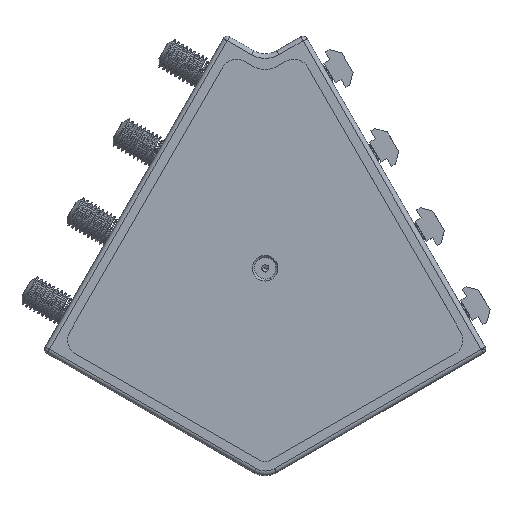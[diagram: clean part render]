
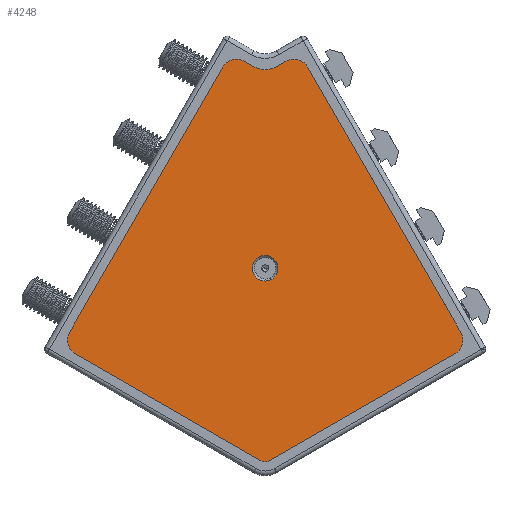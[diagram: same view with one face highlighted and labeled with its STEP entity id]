
A CAD part, top view. The second image highlights one B-rep face of the part: STEP entity #4248.
In plain terms, the highlighted planar face has unit normal (0, 0, 1).
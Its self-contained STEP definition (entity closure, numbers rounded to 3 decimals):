
#456 = CARTESIAN_POINT ( 'NONE',  ( -35.874, 82.139, 36.277 ) ) ;
#457 = CARTESIAN_POINT ( 'NONE',  ( 56.247, -46.033, 36.277 ) ) ;
#458 = CARTESIAN_POINT ( 'NONE',  ( -24.813, -92.833, 36.277 ) ) ;
#460 = CARTESIAN_POINT ( 'NONE',  ( -28.813, -92.833, 36.277 ) ) ;
#462 = CARTESIAN_POINT ( 'NONE',  ( -8.191, 79.577, 36.277 ) ) ;
#463 = CARTESIAN_POINT ( 'NONE',  ( 58.809, -36.47, 36.277 ) ) ;
#478 = CARTESIAN_POINT ( 'NONE',  ( -45.436, 79.577, 36.277 ) ) ;
#481 = CARTESIAN_POINT ( 'NONE',  ( -112.436, -36.47, 36.277 ) ) ;
#3338 = FACE_OUTER_BOUND ( 'NONE', #19424, .T. ) ;
#3345 = FACE_BOUND ( 'NONE', #19451, .T. ) ;
#4248 = ADVANCED_FACE ( 'NONE', ( #3345, #3338 ), #4717, .T. ) ;
#4711 = CARTESIAN_POINT ( 'NONE',  ( -26.813, 30.232, 36.277 ) ) ;
#4717 = PLANE ( 'NONE',  #33000 ) ;
#4719 = DIRECTION ( 'NONE',  ( 0., 0., 1. ) ) ;
#4720 = DIRECTION ( 'NONE',  ( -0.5, 0.866, 0. ) ) ;
#6346 = AXIS2_PLACEMENT_3D ( 'NONE', #28204, #28205, #28206 ) ;
#6348 = AXIS2_PLACEMENT_3D ( 'NONE', #28211, #28212, #28213 ) ;
#6350 = AXIS2_PLACEMENT_3D ( 'NONE', #28216, #28217, #28218 ) ;
#6352 = AXIS2_PLACEMENT_3D ( 'NONE', #28219, #28220, #28221 ) ;
#6353 = AXIS2_PLACEMENT_3D ( 'NONE', #28224, #28225, #28226 ) ;
#6357 = AXIS2_PLACEMENT_3D ( 'NONE', #28245, #28246, #28247 ) ;
#6359 = AXIS2_PLACEMENT_3D ( 'NONE', #28250, #28251, #28252 ) ;
#8188 = EDGE_CURVE ( 'NONE', #33750, #8936, #14276, .T. ) ;
#8189 = EDGE_CURVE ( 'NONE', #33747, #33750, #14273, .T. ) ;
#8928 = VERTEX_POINT ( 'NONE', #24177 ) ;
#8936 = VERTEX_POINT ( 'NONE', #24185 ) ;
#8938 = VERTEX_POINT ( 'NONE', #24187 ) ;
#8939 = VERTEX_POINT ( 'NONE', #24188 ) ;
#8940 = VERTEX_POINT ( 'NONE', #24189 ) ;
#8945 = VERTEX_POINT ( 'NONE', #24194 ) ;
#13525 = ORIENTED_EDGE ( 'NONE', *, *, #17231, .F. ) ;
#13526 = ORIENTED_EDGE ( 'NONE', *, *, #17242, .F. ) ;
#13527 = ORIENTED_EDGE ( 'NONE', *, *, #17230, .T. ) ;
#13528 = ORIENTED_EDGE ( 'NONE', *, *, #17229, .T. ) ;
#13529 = ORIENTED_EDGE ( 'NONE', *, *, #17228, .T. ) ;
#13530 = ORIENTED_EDGE ( 'NONE', *, *, #17227, .T. ) ;
#13531 = ORIENTED_EDGE ( 'NONE', *, *, #17234, .T. ) ;
#13532 = ORIENTED_EDGE ( 'NONE', *, *, #17226, .T. ) ;
#13533 = ORIENTED_EDGE ( 'NONE', *, *, #17225, .T. ) ;
#13534 = ORIENTED_EDGE ( 'NONE', *, *, #17240, .T. ) ;
#13535 = ORIENTED_EDGE ( 'NONE', *, *, #17224, .T. ) ;
#13536 = ORIENTED_EDGE ( 'NONE', *, *, #17223, .T. ) ;
#13537 = ORIENTED_EDGE ( 'NONE', *, *, #8189, .T. ) ;
#13538 = ORIENTED_EDGE ( 'NONE', *, *, #8188, .T. ) ;
#14273 = LINE ( 'NONE', #23822, #14280 ) ;
#14276 = CIRCLE ( 'NONE', #34257, 7. ) ;
#14280 = VECTOR ( 'NONE', #23808, 1000. ) ;
#17223 = EDGE_CURVE ( 'NONE', #33725, #33747, #26759, .T. ) ;
#17224 = EDGE_CURVE ( 'NONE', #8938, #33725, #26760, .T. ) ;
#17225 = EDGE_CURVE ( 'NONE', #8945, #8928, #26761, .T. ) ;
#17226 = EDGE_CURVE ( 'NONE', #33731, #8945, #26763, .T. ) ;
#17227 = EDGE_CURVE ( 'NONE', #33726, #33732, #26765, .T. ) ;
#17228 = EDGE_CURVE ( 'NONE', #33727, #33726, #26766, .T. ) ;
#17229 = EDGE_CURVE ( 'NONE', #33729, #33727, #26767, .T. ) ;
#17230 = EDGE_CURVE ( 'NONE', #8936, #33729, #26769, .T. ) ;
#17231 = EDGE_CURVE ( 'NONE', #8940, #8939, #26770, .T. ) ;
#17234 = EDGE_CURVE ( 'NONE', #33732, #33731, #26772, .T. ) ;
#17240 = EDGE_CURVE ( 'NONE', #8928, #8938, #26785, .T. ) ;
#17242 = EDGE_CURVE ( 'NONE', #8939, #8940, #26788, .T. ) ;
#19424 = EDGE_LOOP ( 'NONE', ( #13527, #13528, #13529, #13530, #13531, #13532, #13533, #13534, #13535, #13536, #13537, #13538 ) ) ;
#19451 = EDGE_LOOP ( 'NONE', ( #13525, #13526 ) ) ;
#23808 = DIRECTION ( 'NONE',  ( -0.5, -0.866, 0. ) ) ;
#23822 = CARTESIAN_POINT ( 'NONE',  ( -41.936, 85.639, 36.277 ) ) ;
#23823 = CARTESIAN_POINT ( 'NONE',  ( -106.374, -39.97, 36.277 ) ) ;
#23824 = DIRECTION ( 'NONE',  ( 0., 0., 1. ) ) ;
#23825 = DIRECTION ( 'NONE',  ( -0.5, 0.866, 0. ) ) ;
#24177 = CARTESIAN_POINT ( 'NONE',  ( -21.813, 79.795, 36.277 ) ) ;
#24185 = CARTESIAN_POINT ( 'NONE',  ( -109.874, -46.033, 36.277 ) ) ;
#24187 = CARTESIAN_POINT ( 'NONE',  ( -31.813, 79.795, 36.277 ) ) ;
#24188 = CARTESIAN_POINT ( 'NONE',  ( -24.013, -13.39, 36.277 ) ) ;
#24189 = CARTESIAN_POINT ( 'NONE',  ( -29.613, -3.69, 36.277 ) ) ;
#24194 = CARTESIAN_POINT ( 'NONE',  ( -17.753, 82.139, 36.277 ) ) ;
#26759 = CIRCLE ( 'NONE', #6346, 7. ) ;
#26760 = LINE ( 'NONE', #28199, #26762 ) ;
#26761 = LINE ( 'NONE', #28207, #26764 ) ;
#26762 = VECTOR ( 'NONE', #28200, 1000. ) ;
#26763 = CIRCLE ( 'NONE', #6348, 7. ) ;
#26764 = VECTOR ( 'NONE', #28208, 1000. ) ;
#26765 = CIRCLE ( 'NONE', #6350, 7. ) ;
#26766 = LINE ( 'NONE', #28209, #26768 ) ;
#26767 = CIRCLE ( 'NONE', #6352, 4. ) ;
#26768 = VECTOR ( 'NONE', #28210, 1000. ) ;
#26769 = LINE ( 'NONE', #28214, #26771 ) ;
#26770 = CIRCLE ( 'NONE', #6353, 5.6 ) ;
#26771 = VECTOR ( 'NONE', #28215, 1000. ) ;
#26772 = LINE ( 'NONE', #28227, #26777 ) ;
#26777 = VECTOR ( 'NONE', #28232, 1000. ) ;
#26785 = CIRCLE ( 'NONE', #6357, 10. ) ;
#26788 = CIRCLE ( 'NONE', #6359, 5.6 ) ;
#28199 = CARTESIAN_POINT ( 'NONE',  ( -41.936, 85.639, 36.277 ) ) ;
#28200 = DIRECTION ( 'NONE',  ( -0.866, 0.5, 0. ) ) ;
#28204 = CARTESIAN_POINT ( 'NONE',  ( -39.374, 76.077, 36.277 ) ) ;
#28205 = DIRECTION ( 'NONE',  ( 0., 0., 1. ) ) ;
#28206 = DIRECTION ( 'NONE',  ( -0.5, 0.866, 0. ) ) ;
#28207 = CARTESIAN_POINT ( 'NONE',  ( -11.691, 85.639, 36.277 ) ) ;
#28208 = DIRECTION ( 'NONE',  ( -0.866, -0.5, 0. ) ) ;
#28209 = CARTESIAN_POINT ( 'NONE',  ( 62.309, -42.533, 36.277 ) ) ;
#28210 = DIRECTION ( 'NONE',  ( 0.866, 0.5, 0. ) ) ;
#28211 = CARTESIAN_POINT ( 'NONE',  ( -14.253, 76.077, 36.277 ) ) ;
#28212 = DIRECTION ( 'NONE',  ( 0., 0., 1. ) ) ;
#28213 = DIRECTION ( 'NONE',  ( -0.5, 0.866, 0. ) ) ;
#28214 = CARTESIAN_POINT ( 'NONE',  ( -115.936, -42.533, 36.277 ) ) ;
#28215 = DIRECTION ( 'NONE',  ( 0.866, -0.5, 0. ) ) ;
#28216 = CARTESIAN_POINT ( 'NONE',  ( 52.747, -39.97, 36.277 ) ) ;
#28217 = DIRECTION ( 'NONE',  ( 0., 0., 1. ) ) ;
#28218 = DIRECTION ( 'NONE',  ( -0.5, 0.866, 0. ) ) ;
#28219 = CARTESIAN_POINT ( 'NONE',  ( -26.813, -89.369, 36.277 ) ) ;
#28220 = DIRECTION ( 'NONE',  ( 0., 0., 1. ) ) ;
#28221 = DIRECTION ( 'NONE',  ( -0.5, 0.866, 0. ) ) ;
#28224 = CARTESIAN_POINT ( 'NONE',  ( -26.813, -8.54, 36.277 ) ) ;
#28225 = DIRECTION ( 'NONE',  ( 0., 0., 1. ) ) ;
#28226 = DIRECTION ( 'NONE',  ( -0.5, 0.866, 0. ) ) ;
#28227 = CARTESIAN_POINT ( 'NONE',  ( -11.691, 85.639, 36.277 ) ) ;
#28232 = DIRECTION ( 'NONE',  ( -0.5, 0.866, 0. ) ) ;
#28245 = CARTESIAN_POINT ( 'NONE',  ( -26.813, 88.455, 36.277 ) ) ;
#28246 = DIRECTION ( 'NONE',  ( 0., 0., -1. ) ) ;
#28247 = DIRECTION ( 'NONE',  ( -0.5, 0.866, 0. ) ) ;
#28250 = CARTESIAN_POINT ( 'NONE',  ( -26.813, -8.54, 36.277 ) ) ;
#28251 = DIRECTION ( 'NONE',  ( 0., 0., 1. ) ) ;
#28252 = DIRECTION ( 'NONE',  ( -0.5, 0.866, 0. ) ) ;
#33000 = AXIS2_PLACEMENT_3D ( 'NONE', #4711, #4719, #4720 ) ;
#33725 = VERTEX_POINT ( 'NONE', #456 ) ;
#33726 = VERTEX_POINT ( 'NONE', #457 ) ;
#33727 = VERTEX_POINT ( 'NONE', #458 ) ;
#33729 = VERTEX_POINT ( 'NONE', #460 ) ;
#33731 = VERTEX_POINT ( 'NONE', #462 ) ;
#33732 = VERTEX_POINT ( 'NONE', #463 ) ;
#33747 = VERTEX_POINT ( 'NONE', #478 ) ;
#33750 = VERTEX_POINT ( 'NONE', #481 ) ;
#34257 = AXIS2_PLACEMENT_3D ( 'NONE', #23823, #23824, #23825 ) ;
